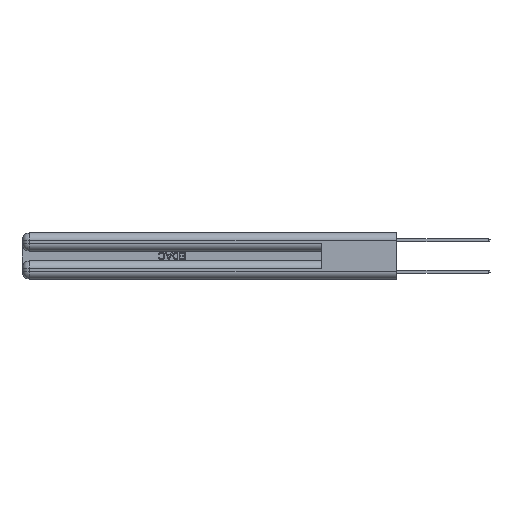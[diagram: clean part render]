
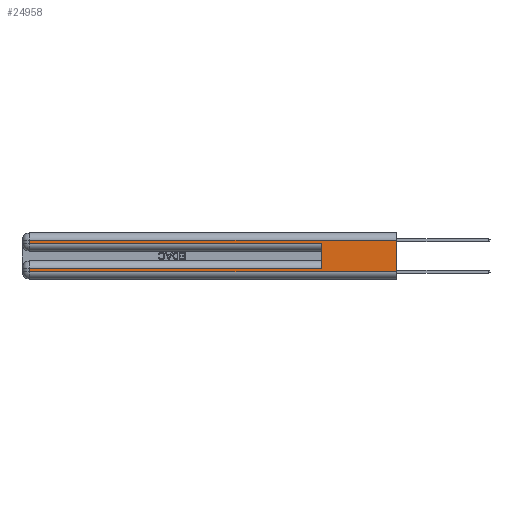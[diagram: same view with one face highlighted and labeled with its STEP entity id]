
A CAD part, left-side view. The second image highlights one B-rep face of the part: STEP entity #24958.
In plain terms, the highlighted planar face has unit normal (-1, 0, 0).
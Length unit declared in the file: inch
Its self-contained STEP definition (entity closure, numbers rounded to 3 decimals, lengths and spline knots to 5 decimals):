
#10 = LINE ( 'NONE', #382, #8251 ) ;
#382 = CARTESIAN_POINT ( 'NONE',  ( 0., 0., 0.085 ) ) ;
#708 = VECTOR ( 'NONE', #12441, 39.37008 ) ;
#1471 = ORIENTED_EDGE ( 'NONE', *, *, #6134, .T. ) ;
#2017 = PLANE ( 'NONE',  #34545 ) ;
#2283 = LINE ( 'NONE', #25345, #12334 ) ;
#2416 = ORIENTED_EDGE ( 'NONE', *, *, #24824, .T. ) ;
#2795 = DIRECTION ( 'NONE',  ( 0., 1., 0. ) ) ;
#3003 = ORIENTED_EDGE ( 'NONE', *, *, #24040, .T. ) ;
#3095 = EDGE_CURVE ( 'NONE', #30307, #28442, #26876, .T. ) ;
#3189 = VERTEX_POINT ( 'NONE', #30217 ) ;
#4390 = CARTESIAN_POINT ( 'NONE',  ( 0., 2.94, 0.37 ) ) ;
#4538 = DIRECTION ( 'NONE',  ( 0., 0., -1. ) ) ;
#5747 = EDGE_CURVE ( 'NONE', #14511, #36069, #18752, .T. ) ;
#6064 = CARTESIAN_POINT ( 'NONE',  ( 0., 0., 0.31 ) ) ;
#6134 = EDGE_CURVE ( 'NONE', #10104, #33927, #18525, .T. ) ;
#7036 = LINE ( 'NONE', #29729, #708 ) ;
#7324 = ORIENTED_EDGE ( 'NONE', *, *, #24648, .T. ) ;
#8051 = LINE ( 'NONE', #22013, #22251 ) ;
#8251 = VECTOR ( 'NONE', #2795, 39.37008 ) ;
#8944 = CARTESIAN_POINT ( 'NONE',  ( 0., 0., 0.06 ) ) ;
#10104 = VERTEX_POINT ( 'NONE', #15381 ) ;
#10186 = CARTESIAN_POINT ( 'NONE',  ( 0., 0., 0.37 ) ) ;
#10786 = DIRECTION ( 'NONE',  ( 0., 0., -1. ) ) ;
#12193 = ORIENTED_EDGE ( 'NONE', *, *, #33904, .F. ) ;
#12334 = VECTOR ( 'NONE', #36097, 39.37008 ) ;
#12441 = DIRECTION ( 'NONE',  ( 0., 0., -1. ) ) ;
#12969 = VECTOR ( 'NONE', #10786, 39.37008 ) ;
#13534 = FACE_OUTER_BOUND ( 'NONE', #23581, .T. ) ;
#14511 = VERTEX_POINT ( 'NONE', #25218 ) ;
#15381 = CARTESIAN_POINT ( 'NONE',  ( 0., 2.94, 0.085 ) ) ;
#15955 = CARTESIAN_POINT ( 'NONE',  ( 0., 0., 0.285 ) ) ;
#16249 = VECTOR ( 'NONE', #24516, 39.37008 ) ;
#16266 = CARTESIAN_POINT ( 'NONE',  ( 0., 0., 0.31 ) ) ;
#18525 = LINE ( 'NONE', #4390, #31685 ) ;
#18752 = LINE ( 'NONE', #15955, #16249 ) ;
#19247 = DIRECTION ( 'NONE',  ( 0., 0., 1. ) ) ;
#20158 = CARTESIAN_POINT ( 'NONE',  ( 0., 2.94, 0.06 ) ) ;
#21471 = DIRECTION ( 'NONE',  ( 0., 1., 0. ) ) ;
#22013 = CARTESIAN_POINT ( 'NONE',  ( 0., 0.6, 0.145 ) ) ;
#22251 = VECTOR ( 'NONE', #19247, 39.37008 ) ;
#22471 = CARTESIAN_POINT ( 'NONE',  ( 0., 2.94, 0.31 ) ) ;
#23581 = EDGE_LOOP ( 'NONE', ( #28426, #36393, #2416, #31461, #12193, #7324, #1471, #3003 ) ) ;
#24040 = EDGE_CURVE ( 'NONE', #33927, #24227, #2283, .T. ) ;
#24227 = VERTEX_POINT ( 'NONE', #8944 ) ;
#24516 = DIRECTION ( 'NONE',  ( 0., -1., 0. ) ) ;
#24544 = EDGE_CURVE ( 'NONE', #30307, #24227, #27721, .T. ) ;
#24648 = EDGE_CURVE ( 'NONE', #3189, #10104, #10, .T. ) ;
#24824 = EDGE_CURVE ( 'NONE', #28442, #14511, #7036, .T. ) ;
#24890 = DIRECTION ( 'NONE',  ( 1., 0., 0. ) ) ;
#24958 = ADVANCED_FACE ( 'NONE', ( #13534 ), #2017, .F. ) ;
#25218 = CARTESIAN_POINT ( 'NONE',  ( 0., 2.94, 0.285 ) ) ;
#25345 = CARTESIAN_POINT ( 'NONE',  ( 0., 0., 0.06 ) ) ;
#25617 = VECTOR ( 'NONE', #21471, 39.37008 ) ;
#26876 = LINE ( 'NONE', #16266, #25617 ) ;
#27492 = DIRECTION ( 'NONE',  ( 0., 0., -1. ) ) ;
#27721 = LINE ( 'NONE', #28085, #12969 ) ;
#27925 = CARTESIAN_POINT ( 'NONE',  ( 0., 0.6, 0.285 ) ) ;
#28085 = CARTESIAN_POINT ( 'NONE',  ( 0., 0., 0.37 ) ) ;
#28426 = ORIENTED_EDGE ( 'NONE', *, *, #24544, .F. ) ;
#28442 = VERTEX_POINT ( 'NONE', #22471 ) ;
#29729 = CARTESIAN_POINT ( 'NONE',  ( 0., 2.94, 0.37 ) ) ;
#30217 = CARTESIAN_POINT ( 'NONE',  ( 0., 0.6, 0.085 ) ) ;
#30307 = VERTEX_POINT ( 'NONE', #6064 ) ;
#31461 = ORIENTED_EDGE ( 'NONE', *, *, #5747, .T. ) ;
#31685 = VECTOR ( 'NONE', #4538, 39.37008 ) ;
#33904 = EDGE_CURVE ( 'NONE', #3189, #36069, #8051, .T. ) ;
#33927 = VERTEX_POINT ( 'NONE', #20158 ) ;
#34545 = AXIS2_PLACEMENT_3D ( 'NONE', #10186, #24890, #27492 ) ;
#36069 = VERTEX_POINT ( 'NONE', #27925 ) ;
#36097 = DIRECTION ( 'NONE',  ( 0., -1., 0. ) ) ;
#36393 = ORIENTED_EDGE ( 'NONE', *, *, #3095, .T. ) ;
